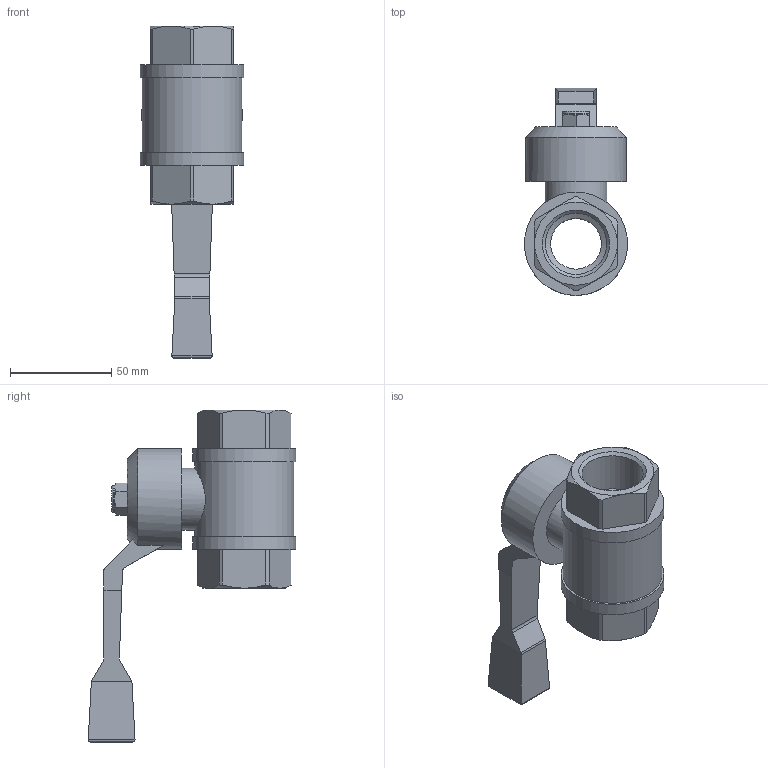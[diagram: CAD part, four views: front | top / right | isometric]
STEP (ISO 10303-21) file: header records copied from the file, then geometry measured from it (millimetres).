
FILE_DESCRIPTION(/* description */ ('STEP AP214'),/* implementation_level */ '2;1');
FILE_NAME(/* name */ '9545_QH-1',/* time_stamp */ '2024-09-13T14:28:02+02:00',/* author */ ('License CC BY-ND 4.0'),/* organization */ ('CADENAS'),/* preprocessor_version */ 'ST-DEVELOPER v19.3',/* originating_system */ 'PARTsolutions',/* authorisation */ ' ');
FILE_SCHEMA (('AUTOMOTIVE_DESIGN {1 0 10303 214 3 1 1}'));
Length unit declared in the file: millimetre
Products named in the file (1): 9545 QH-1
Bounding box: 51 x 102.5 x 164 mm (x, y, z)
Volume: 179733.1 mm3; surface area: 37809.6 mm2
Topology: 1 solids, 1 shells, 97 faces, 239 edges, 151 vertices
Faces by surface type: plane 42, cylinder 31, cone 23, torus 1
Full cylindrical faces by diameter (mm): 13.667 x1, 25 x1, 30.291 x2, 30.6 x1, 49 x1, 49.8 x1, 51 x2
Entity records: 3539 total; most frequent: CARTESIAN_POINT 621, DIRECTION 464, ORIENTED_EDGE 442, EDGE_CURVE 221, AXIS2_PLACEMENT_3D 185, VERTEX_POINT 148, EDGE_LOOP 121, FACE_BOUND 121
